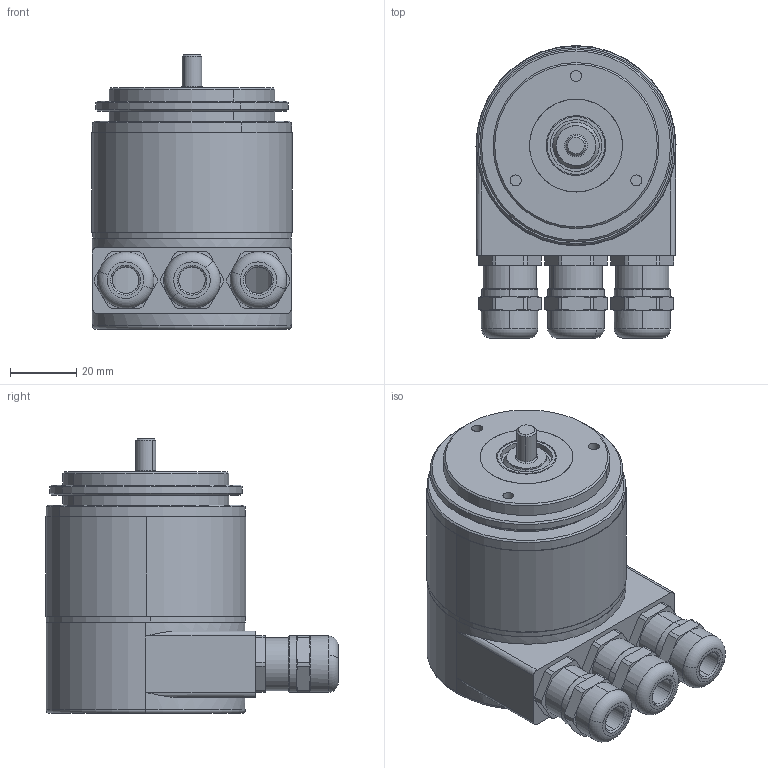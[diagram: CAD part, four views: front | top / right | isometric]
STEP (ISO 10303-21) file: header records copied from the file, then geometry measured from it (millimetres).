
FILE_DESCRIPTION (( 'STEP AP214' ), '1' );
FILE_NAME ('OCD-DPC1B-0012-S06V-H3P.STEP', '2020-07-30T06:04:21', ( '' ), ( '' ), 'SwSTEP 2.0', 'SolidWorks 2019', '' );
FILE_SCHEMA (( 'AUTOMOTIVE_DESIGN' ));
Length unit declared in the file: millimetre
Products named in the file (1): OCD-DPC1B-0012-S06V-H3P
Bounding box: 60.3 x 88.15 x 82.75 mm (x, y, z)
Surface area: 32013 mm2 (no closed solid volume)
Topology: 0 solids, 13 shells, 255 faces, 650 edges, 418 vertices
Faces by surface type: cylinder 91, plane 80, cone 68, torus 16
Entity records: 10772 total; most frequent: CARTESIAN_POINT 1749, DIRECTION 1392, ORIENTED_EDGE 1180, EDGE_CURVE 650, AXIS2_PLACEMENT_3D 579, VERTEX_POINT 418, CIRCLE 323, EDGE_LOOP 287
